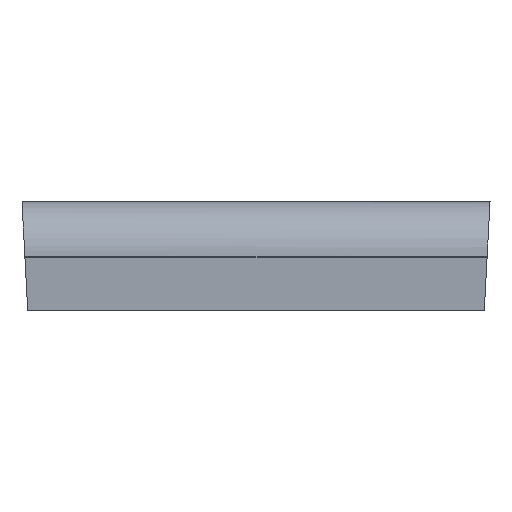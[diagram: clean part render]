
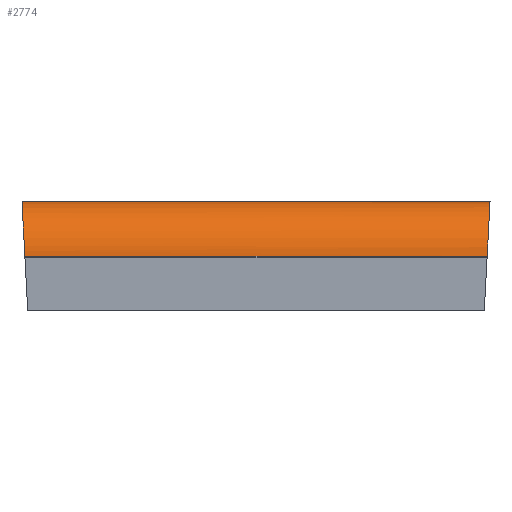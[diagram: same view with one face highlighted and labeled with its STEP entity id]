
A CAD part, left-side view. The second image highlights one B-rep face of the part: STEP entity #2774.
In plain terms, the highlighted cylindrical face has radius 5 mm (diameter 10 mm), a partial arc.
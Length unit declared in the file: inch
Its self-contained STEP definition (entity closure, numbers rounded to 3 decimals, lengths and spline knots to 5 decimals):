
#11 = CARTESIAN_POINT ( 'NONE',  ( -2.25394, 1.25984, 0.3937 ) ) ;
#36 = ORIENTED_EDGE ( 'NONE', *, *, #3024, .T. ) ;
#62 = LINE ( 'NONE', #1329, #607 ) ;
#157 = EDGE_CURVE ( 'NONE', #3821, #1544, #3982, .T. ) ;
#167 = CARTESIAN_POINT ( 'NONE',  ( -2.25394, -0.84646, 0.3937 ) ) ;
#223 = CARTESIAN_POINT ( 'NONE',  ( -2.25394, 0.84646, 0.3937 ) ) ;
#342 = VECTOR ( 'NONE', #963, 39.37008 ) ;
#385 = EDGE_CURVE ( 'NONE', #1743, #2511, #732, .T. ) ;
#392 = CARTESIAN_POINT ( 'NONE',  ( -2.45079, 0.83614, 0.19685 ) ) ;
#603 = CYLINDRICAL_SURFACE ( 'NONE', #2771, 0.19685 ) ;
#607 = VECTOR ( 'NONE', #2575, 39.37008 ) ;
#663 = CARTESIAN_POINT ( 'NONE',  ( -2.45079, -0.83614, 0.19685 ) ) ;
#732 =( BOUNDED_CURVE ( )  B_SPLINE_CURVE ( 3, ( #223, #1141, #2717, #3989 ),
 .UNSPECIFIED., .F., .T. ) 
 B_SPLINE_CURVE_WITH_KNOTS ( ( 4, 4 ),
 ( 0., 1.5708 ),
 .UNSPECIFIED. ) 
 CURVE ( )  GEOMETRIC_REPRESENTATION_ITEM ( )  RATIONAL_B_SPLINE_CURVE ( ( 1., 0.805, 0.805, 1. ) ) 
 REPRESENTATION_ITEM ( '' )  );
#871 = DIRECTION ( 'NONE',  ( 0., 0., 1. ) ) ;
#891 = CARTESIAN_POINT ( 'NONE',  ( -2.45079, -0.83614, 0.19685 ) ) ;
#963 = DIRECTION ( 'NONE',  ( 0., 1., 0. ) ) ;
#997 = CARTESIAN_POINT ( 'NONE',  ( -2.25394, -0.84646, 0.3937 ) ) ;
#1141 = CARTESIAN_POINT ( 'NONE',  ( -2.36925, 0.84646, 0.3937 ) ) ;
#1223 = DIRECTION ( 'NONE',  ( 0., 1., 0. ) ) ;
#1329 = CARTESIAN_POINT ( 'NONE',  ( -2.45079, 1.25984, 0.19685 ) ) ;
#1497 = EDGE_LOOP ( 'NONE', ( #2538, #2077, #2173, #36 ) ) ;
#1544 = VERTEX_POINT ( 'NONE', #167 ) ;
#1743 = VERTEX_POINT ( 'NONE', #3943 ) ;
#1881 = FACE_OUTER_BOUND ( 'NONE', #1497, .T. ) ;
#1922 = CARTESIAN_POINT ( 'NONE',  ( -2.36925, -0.84646, 0.3937 ) ) ;
#2077 = ORIENTED_EDGE ( 'NONE', *, *, #2525, .T. ) ;
#2173 = ORIENTED_EDGE ( 'NONE', *, *, #157, .T. ) ;
#2511 = VERTEX_POINT ( 'NONE', #392 ) ;
#2525 = EDGE_CURVE ( 'NONE', #2511, #3821, #62, .T. ) ;
#2538 = ORIENTED_EDGE ( 'NONE', *, *, #385, .T. ) ;
#2575 = DIRECTION ( 'NONE',  ( 0., -1., 0. ) ) ;
#2717 = CARTESIAN_POINT ( 'NONE',  ( -2.45079, 0.84218, 0.31216 ) ) ;
#2771 = AXIS2_PLACEMENT_3D ( 'NONE', #2818, #1223, #871 ) ;
#2774 = ADVANCED_FACE ( 'NONE', ( #1881 ), #603, .T. ) ;
#2818 = CARTESIAN_POINT ( 'NONE',  ( -2.25394, 1.25984, 0.19685 ) ) ;
#3024 = EDGE_CURVE ( 'NONE', #1544, #1743, #3831, .T. ) ;
#3821 = VERTEX_POINT ( 'NONE', #891 ) ;
#3822 = CARTESIAN_POINT ( 'NONE',  ( -2.45079, -0.84218, 0.31216 ) ) ;
#3831 = LINE ( 'NONE', #11, #342 ) ;
#3943 = CARTESIAN_POINT ( 'NONE',  ( -2.25394, 0.84646, 0.3937 ) ) ;
#3982 =( BOUNDED_CURVE ( )  B_SPLINE_CURVE ( 3, ( #663, #3822, #1922, #997 ),
 .UNSPECIFIED., .F., .F. ) 
 B_SPLINE_CURVE_WITH_KNOTS ( ( 4, 4 ),
 ( 1.5708, 3.14159 ),
 .UNSPECIFIED. ) 
 CURVE ( )  GEOMETRIC_REPRESENTATION_ITEM ( )  RATIONAL_B_SPLINE_CURVE ( ( 1., 0.805, 0.805, 1. ) ) 
 REPRESENTATION_ITEM ( '' )  );
#3989 = CARTESIAN_POINT ( 'NONE',  ( -2.45079, 0.83614, 0.19685 ) ) ;
